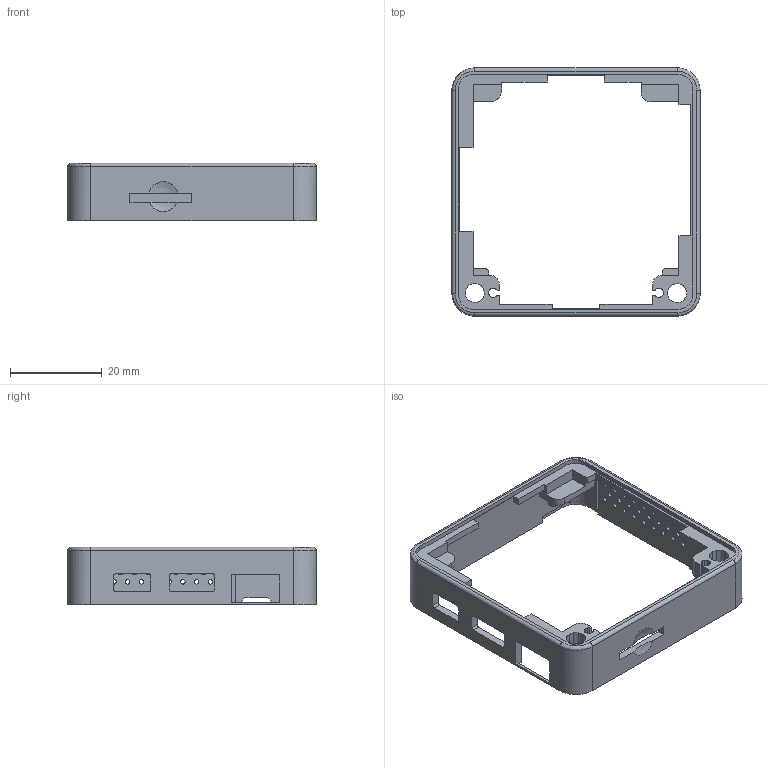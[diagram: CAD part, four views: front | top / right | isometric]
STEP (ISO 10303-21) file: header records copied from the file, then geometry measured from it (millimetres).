
FILE_DESCRIPTION(/* description */ (''),/* implementation_level */ '2;1');
FILE_NAME(/* name */ 'M5Stack_Body_Case_mod.step',/* time_stamp */ '2023-09-18T11:27:26+09:00',/* author */ (''),/* organization */ (''),/* preprocessor_version */ 'ST-DEVELOPER v20',/* originating_system */ 'Autodesk Translation Framework v12.9.0.99',/* authorisation */ '');
FILE_SCHEMA (('AUTOMOTIVE_DESIGN { 1 0 10303 214 3 1 1 }'));
Length unit declared in the file: millimetre
Products named in the file (1): M5Stack_Body_Case
Bounding box: 54 x 54 x 12.5 mm (x, y, z)
Volume: 4377.3 mm3; surface area: 6483.4 mm2
Topology: 1 solids, 1 shells, 258 faces, 775 edges, 519 vertices
Faces by surface type: plane 127, bspline 75, cylinder 56
Full cylindrical faces by diameter (mm): 1 x26
Entity records: 10691 total; most frequent: CARTESIAN_POINT 3938, ORIENTED_EDGE 1550, DIRECTION 1117, EDGE_CURVE 775, LINE 519, VECTOR 519, VERTEX_POINT 519, EDGE_LOOP 324
